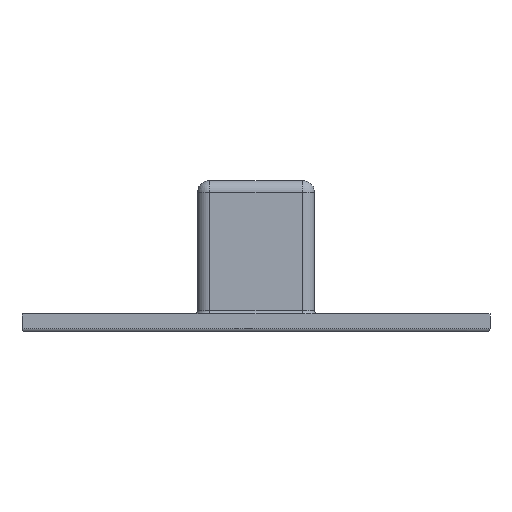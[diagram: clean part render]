
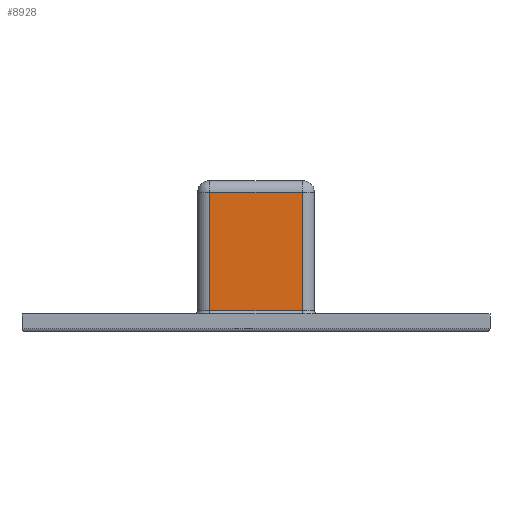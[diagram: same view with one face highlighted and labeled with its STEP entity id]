
A CAD part, front view. The second image highlights one B-rep face of the part: STEP entity #8928.
In plain terms, the highlighted planar face has unit normal (0, -1, 0).
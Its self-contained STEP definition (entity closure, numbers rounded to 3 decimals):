
#664 = DIRECTION ( 'NONE',  ( 0., 0., -1. ) ) ;
#720 = VECTOR ( 'NONE', #8668, 1000. ) ;
#1288 = VERTEX_POINT ( 'NONE', #2760 ) ;
#1372 = LINE ( 'NONE', #4048, #4143 ) ;
#2036 = LINE ( 'NONE', #8315, #10197 ) ;
#2041 = AXIS2_PLACEMENT_3D ( 'NONE', #10434, #7903, #5128 ) ;
#2297 = CARTESIAN_POINT ( 'NONE',  ( 34.623, -84.275, 11.9 ) ) ;
#2760 = CARTESIAN_POINT ( 'NONE',  ( 34.623, -84.275, 1.75 ) ) ;
#3159 = CARTESIAN_POINT ( 'NONE',  ( 34.623, -84.275, 1.75 ) ) ;
#4048 = CARTESIAN_POINT ( 'NONE',  ( 42.498, -84.275, 12.9 ) ) ;
#4143 = VECTOR ( 'NONE', #664, 1000. ) ;
#4292 = ORIENTED_EDGE ( 'NONE', *, *, #10617, .T. ) ;
#4735 = VERTEX_POINT ( 'NONE', #10388 ) ;
#5064 = LINE ( 'NONE', #10559, #720 ) ;
#5128 = DIRECTION ( 'NONE',  ( 0., 0., 1. ) ) ;
#5602 = VERTEX_POINT ( 'NONE', #2297 ) ;
#5744 = ORIENTED_EDGE ( 'NONE', *, *, #9318, .F. ) ;
#6770 = DIRECTION ( 'NONE',  ( 1., 0., 0. ) ) ;
#6871 = CARTESIAN_POINT ( 'NONE',  ( 42.498, -84.275, 1.75 ) ) ;
#7418 = DIRECTION ( 'NONE',  ( 0., 0., -1. ) ) ;
#7903 = DIRECTION ( 'NONE',  ( 0., 1., 0. ) ) ;
#8315 = CARTESIAN_POINT ( 'NONE',  ( 34.623, -84.275, 12.9 ) ) ;
#8544 = ORIENTED_EDGE ( 'NONE', *, *, #8905, .T. ) ;
#8668 = DIRECTION ( 'NONE',  ( -1., 0., 0. ) ) ;
#8889 = EDGE_LOOP ( 'NONE', ( #5744, #8544, #4292, #11292 ) ) ;
#8905 = EDGE_CURVE ( 'NONE', #4735, #5602, #5064, .T. ) ;
#8928 = ADVANCED_FACE ( 'NONE', ( #11460 ), #11573, .F. ) ;
#9318 = EDGE_CURVE ( 'NONE', #4735, #11214, #1372, .T. ) ;
#9809 = VECTOR ( 'NONE', #6770, 1000. ) ;
#10197 = VECTOR ( 'NONE', #7418, 1000. ) ;
#10388 = CARTESIAN_POINT ( 'NONE',  ( 42.498, -84.275, 11.9 ) ) ;
#10434 = CARTESIAN_POINT ( 'NONE',  ( 34.623, -84.275, 12.9 ) ) ;
#10559 = CARTESIAN_POINT ( 'NONE',  ( 34.623, -84.275, 11.9 ) ) ;
#10617 = EDGE_CURVE ( 'NONE', #5602, #1288, #2036, .T. ) ;
#10856 = EDGE_CURVE ( 'NONE', #1288, #11214, #11271, .T. ) ;
#11214 = VERTEX_POINT ( 'NONE', #6871 ) ;
#11271 = LINE ( 'NONE', #3159, #9809 ) ;
#11292 = ORIENTED_EDGE ( 'NONE', *, *, #10856, .T. ) ;
#11460 = FACE_OUTER_BOUND ( 'NONE', #8889, .T. ) ;
#11573 = PLANE ( 'NONE',  #2041 ) ;
